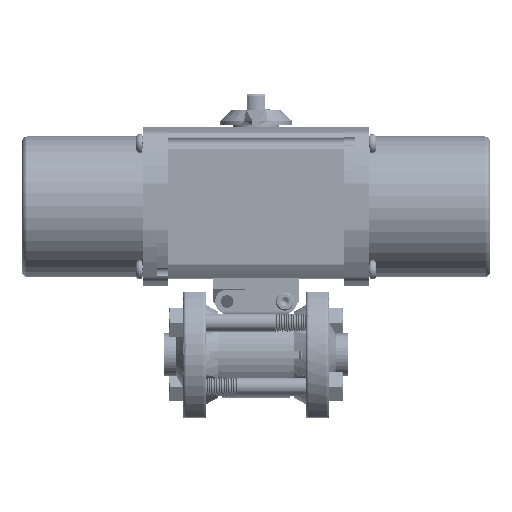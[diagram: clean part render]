
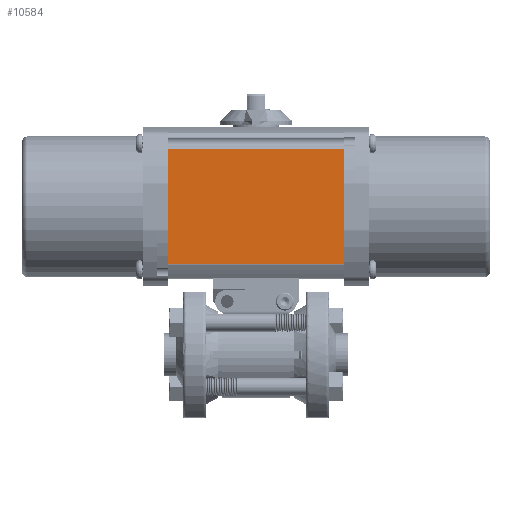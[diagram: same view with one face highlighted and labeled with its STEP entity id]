
A CAD part, top view. The second image highlights one B-rep face of the part: STEP entity #10584.
In plain terms, the highlighted planar face has unit normal (0, 0, 1).
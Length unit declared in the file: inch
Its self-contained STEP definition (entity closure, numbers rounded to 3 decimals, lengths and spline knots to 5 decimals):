
#4780 = CARTESIAN_POINT ( 'NONE',  ( -5.04033, 3.56213, 1.17 ) ) ;
#8626 = CARTESIAN_POINT ( 'NONE',  ( -1.5275, 1.56787, 1.17 ) ) ;
#10584 = ADVANCED_FACE ( 'NONE', ( #68391 ), #102463, .F. ) ;
#19487 = ORIENTED_EDGE ( 'NONE', *, *, #220402, .T. ) ;
#22619 = LINE ( 'NONE', #133923, #203672 ) ;
#25576 = ORIENTED_EDGE ( 'NONE', *, *, #50485, .F. ) ;
#29789 = DIRECTION ( 'NONE',  ( 0., -1., 0. ) ) ;
#43406 = EDGE_CURVE ( 'NONE', #176124, #108307, #69108, .T. ) ;
#50485 = EDGE_CURVE ( 'NONE', #106779, #90109, #22619, .T. ) ;
#51060 = CARTESIAN_POINT ( 'NONE',  ( -5.04033, 3.5694, 1.17 ) ) ;
#55553 = CARTESIAN_POINT ( 'NONE',  ( 1.5275, 1.56787, 1.17 ) ) ;
#68391 = FACE_OUTER_BOUND ( 'NONE', #184201, .T. ) ;
#69108 = LINE ( 'NONE', #116120, #114332 ) ;
#73241 = DIRECTION ( 'NONE',  ( -1., 0., 0. ) ) ;
#86144 = DIRECTION ( 'NONE',  ( 0., 0., -1. ) ) ;
#90109 = VERTEX_POINT ( 'NONE', #171318 ) ;
#91687 = AXIS2_PLACEMENT_3D ( 'NONE', #51060, #86144, #205000 ) ;
#92282 = CARTESIAN_POINT ( 'NONE',  ( -5.04033, 1.56787, 1.17 ) ) ;
#99829 = DIRECTION ( 'NONE',  ( 0., 1., 0. ) ) ;
#101860 = EDGE_CURVE ( 'NONE', #176124, #90109, #155315, .T. ) ;
#102463 = PLANE ( 'NONE',  #91687 ) ;
#106779 = VERTEX_POINT ( 'NONE', #8626 ) ;
#108307 = VERTEX_POINT ( 'NONE', #55553 ) ;
#109635 = VECTOR ( 'NONE', #211192, 39.37008 ) ;
#114332 = VECTOR ( 'NONE', #29789, 39.37008 ) ;
#116120 = CARTESIAN_POINT ( 'NONE',  ( 1.5275, 3.5694, 1.17 ) ) ;
#133923 = CARTESIAN_POINT ( 'NONE',  ( -1.5275, 3.5694, 1.17 ) ) ;
#155315 = LINE ( 'NONE', #4780, #200589 ) ;
#170801 = LINE ( 'NONE', #92282, #109635 ) ;
#171318 = CARTESIAN_POINT ( 'NONE',  ( -1.5275, 3.56213, 1.17 ) ) ;
#174085 = CARTESIAN_POINT ( 'NONE',  ( 1.5275, 3.56213, 1.17 ) ) ;
#176124 = VERTEX_POINT ( 'NONE', #174085 ) ;
#184201 = EDGE_LOOP ( 'NONE', ( #203921, #218954, #25576, #19487 ) ) ;
#200589 = VECTOR ( 'NONE', #73241, 39.37008 ) ;
#203672 = VECTOR ( 'NONE', #99829, 39.37008 ) ;
#203921 = ORIENTED_EDGE ( 'NONE', *, *, #43406, .F. ) ;
#205000 = DIRECTION ( 'NONE',  ( 0., -1., 0. ) ) ;
#211192 = DIRECTION ( 'NONE',  ( 1., 0., 0. ) ) ;
#218954 = ORIENTED_EDGE ( 'NONE', *, *, #101860, .T. ) ;
#220402 = EDGE_CURVE ( 'NONE', #106779, #108307, #170801, .T. ) ;
